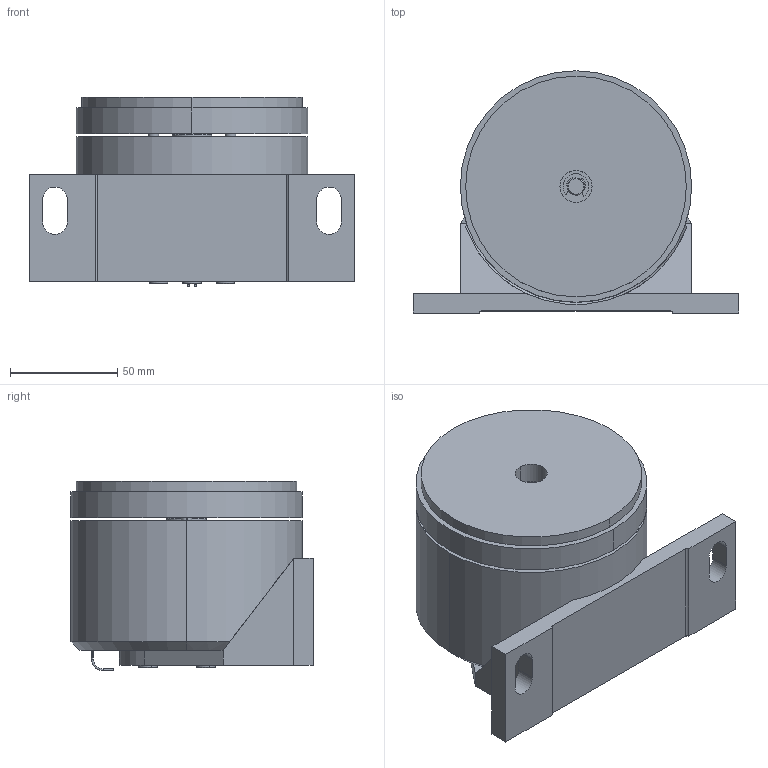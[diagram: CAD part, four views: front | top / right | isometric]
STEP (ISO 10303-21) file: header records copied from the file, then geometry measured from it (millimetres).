
FILE_DESCRIPTION (( 'STEP AP203' ), '1' );
FILE_NAME ('NGB-20(Web—p).STEP', '2025-12-17T07:53:30', ( '' ), ( '' ), 'SwSTEP 2.0', 'SolidWorks 2024', '' );
FILE_SCHEMA (( 'CONFIG_CONTROL_DESIGN' ));
Length unit declared in the file: millimetre
Products named in the file (1): NGB-20(Web用)
Bounding box: 152 x 113 x 88.5 mm (x, y, z)
Volume: 821532.9 mm3; surface area: 87960.7 mm2
Topology: 1 solids, 1 shells, 232 faces, 561 edges, 347 vertices
Faces by surface type: plane 107, cylinder 90, cone 25, torus 10
Entity records: 6835 total; most frequent: DIRECTION 1270, CARTESIAN_POINT 1147, ORIENTED_EDGE 1110, EDGE_CURVE 555, AXIS2_PLACEMENT_3D 486, VERTEX_POINT 347, LINE 298, VECTOR 298
